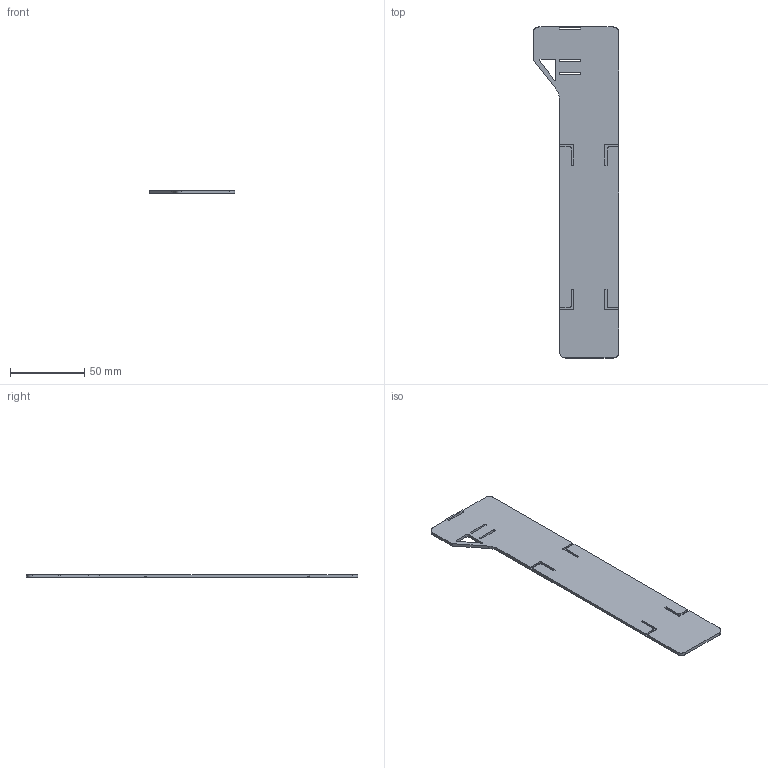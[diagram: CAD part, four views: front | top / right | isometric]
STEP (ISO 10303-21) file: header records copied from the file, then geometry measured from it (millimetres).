
FILE_DESCRIPTION(/* description */ (''),/* implementation_level */ '2;1');
FILE_NAME(/* name */ 'CameraPlate2mm.smb.stp',/* time_stamp */ '2014-07-06T13:42:15+00:00',/* author */ (''),/* organization */ (''),/* preprocessor_version */ 'ST-DEVELOPER v15.6',/* originating_system */ 'Autodesk Translator Framework v3.0.0.6910',/* authorisation */ '');
FILE_SCHEMA (('AUTOMOTIVE_DESIGN { 1 0 10303 214 3 1 1 }'));
Length unit declared in the file: centimetre
Products named in the file (1): CameraPlate2mm.smb
Bounding box: 57.88 x 223.98 x 2 mm (x, y, z)
Volume: 18629.9 mm3; surface area: 20293.1 mm2
Topology: 1 solids, 1 shells, 80 faces, 234 edges, 156 vertices
Faces by surface type: plane 51, cylinder 23, bspline 6
Entity records: 2714 total; most frequent: CARTESIAN_POINT 549, ORIENTED_EDGE 468, DIRECTION 418, EDGE_CURVE 234, LINE 176, VECTOR 176, VERTEX_POINT 156, AXIS2_PLACEMENT_3D 121
